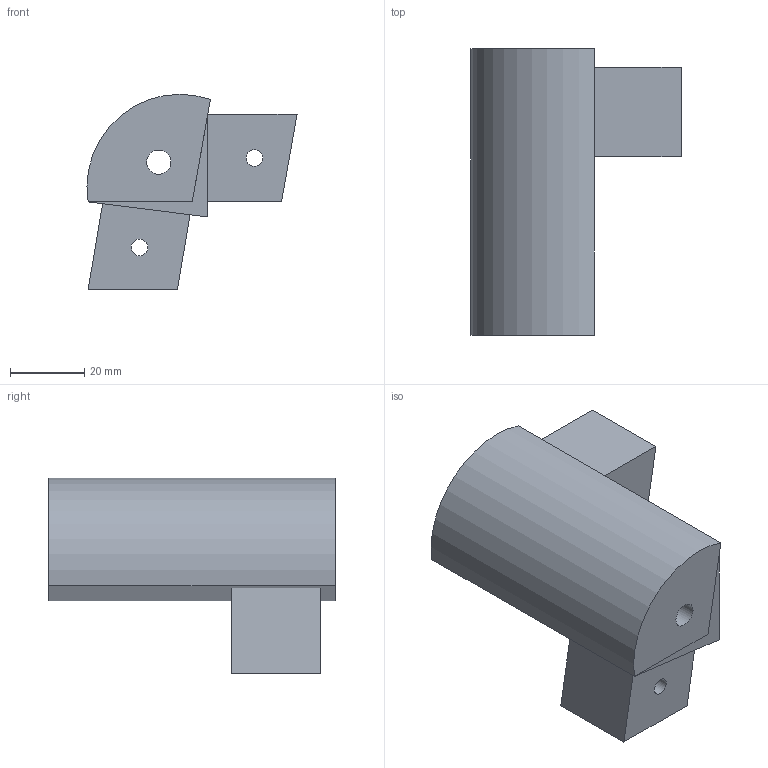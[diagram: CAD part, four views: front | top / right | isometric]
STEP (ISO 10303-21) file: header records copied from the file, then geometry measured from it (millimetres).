
FILE_DESCRIPTION(/* description */ (''),/* implementation_level */ '2;1');
FILE_NAME(/* name */ '100deg_Joint.prt.step',/* time_stamp */ '2021-10-28T10:50:39+01:00',/* author */ (''),/* organization */ (''),/* preprocessor_version */ 'ST-DEVELOPER v15',/* originating_system */ 'SIEMENS PLM Software NX 9.0',/* authorisation */ '');
FILE_SCHEMA (('AUTOMOTIVE_DESIGN { 1 0 10303 214 3 1 1 1 }'));
Length unit declared in the file: millimetre
Products named in the file (1): 100deg_Joint
Bounding box: 56.48 x 77 x 52.52 mm (x, y, z)
Volume: 90817.2 mm3; surface area: 27647.1 mm2
Topology: 4 solids, 4 shells, 26 faces, 55 edges, 37 vertices
Faces by surface type: plane 22, cylinder 4
Full cylindrical faces by diameter (mm): 4.5 x2, 6.5 x1
Entity records: 722 total; most frequent: CARTESIAN_POINT 114, DIRECTION 113, ORIENTED_EDGE 102, EDGE_CURVE 51, LINE 43, VECTOR 43, VERTEX_POINT 36, EDGE_LOOP 35
